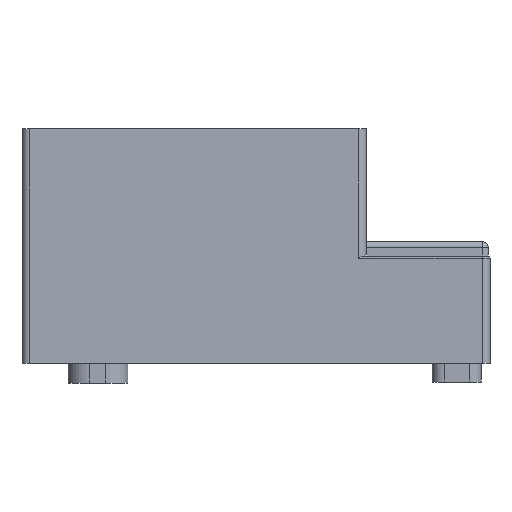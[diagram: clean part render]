
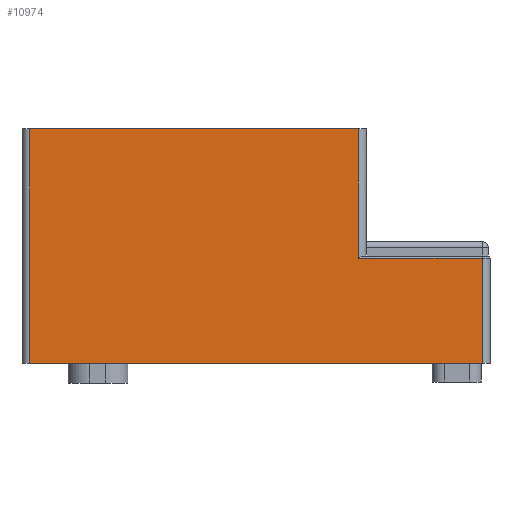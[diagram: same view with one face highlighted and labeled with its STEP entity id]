
A CAD part, left-side view. The second image highlights one B-rep face of the part: STEP entity #10974.
In plain terms, the highlighted planar face has unit normal (-1, 0, 0).
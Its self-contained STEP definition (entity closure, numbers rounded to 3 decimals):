
#1377=FACE_OUTER_BOUND('',#2050,.T.);
#2050=EDGE_LOOP('',(#8654,#8655,#8656,#8657,#8658,#8659));
#3144=LINE('',#17712,#4156);
#3157=LINE('',#17778,#4169);
#3158=LINE('',#17782,#4170);
#3159=LINE('',#17784,#4171);
#3160=LINE('',#17786,#4172);
#3161=LINE('',#17787,#4173);
#4156=VECTOR('',#14254,10.);
#4169=VECTOR('',#14313,10.);
#4170=VECTOR('',#14318,10.);
#4171=VECTOR('',#14319,10.);
#4172=VECTOR('',#14320,10.);
#4173=VECTOR('',#14321,10.);
#5141=VERTEX_POINT('',#17698);
#5144=VERTEX_POINT('',#17703);
#5166=VERTEX_POINT('',#17777);
#5167=VERTEX_POINT('',#17781);
#5168=VERTEX_POINT('',#17783);
#5169=VERTEX_POINT('',#17785);
#6467=EDGE_CURVE('',#5144,#5141,#3144,.T.);
#6496=EDGE_CURVE('',#5141,#5166,#3157,.T.);
#6498=EDGE_CURVE('',#5144,#5167,#3158,.T.);
#6499=EDGE_CURVE('',#5167,#5168,#3159,.T.);
#6500=EDGE_CURVE('',#5169,#5168,#3160,.T.);
#6501=EDGE_CURVE('',#5166,#5169,#3161,.T.);
#8654=ORIENTED_EDGE('',*,*,#6467,.F.);
#8655=ORIENTED_EDGE('',*,*,#6498,.T.);
#8656=ORIENTED_EDGE('',*,*,#6499,.T.);
#8657=ORIENTED_EDGE('',*,*,#6500,.F.);
#8658=ORIENTED_EDGE('',*,*,#6501,.F.);
#8659=ORIENTED_EDGE('',*,*,#6496,.F.);
#10461=PLANE('',#11921);
#10974=ADVANCED_FACE('',(#1377),#10461,.T.);
#11921=AXIS2_PLACEMENT_3D('',#17780,#14316,#14317);
#14254=DIRECTION('',(0.,-1.,0.));
#14313=DIRECTION('',(0.,0.,-1.));
#14316=DIRECTION('center_axis',(-1.,0.,0.));
#14317=DIRECTION('ref_axis',(0.,0.,1.));
#14318=DIRECTION('',(0.,0.,1.));
#14319=DIRECTION('',(0.,1.,0.));
#14320=DIRECTION('',(0.,0.,1.));
#14321=DIRECTION('',(0.,1.,0.));
#17698=CARTESIAN_POINT('',(-128.75,-103.25,48.));
#17703=CARTESIAN_POINT('',(-128.75,-46.75,48.));
#17712=CARTESIAN_POINT('',(-128.75,-92.625,48.));
#17777=CARTESIAN_POINT('',(-128.75,-103.25,0.));
#17778=CARTESIAN_POINT('',(-128.75,-103.25,0.));
#17780=CARTESIAN_POINT('Origin',(-128.75,-106.75,0.));
#17781=CARTESIAN_POINT('',(-128.75,-46.75,107.));
#17782=CARTESIAN_POINT('',(-128.75,-46.75,53.5));
#17783=CARTESIAN_POINT('',(-128.75,103.25,107.));
#17784=CARTESIAN_POINT('',(-128.75,-106.75,107.));
#17785=CARTESIAN_POINT('',(-128.75,103.25,0.));
#17786=CARTESIAN_POINT('',(-128.75,103.25,0.));
#17787=CARTESIAN_POINT('',(-128.75,-106.75,0.));
